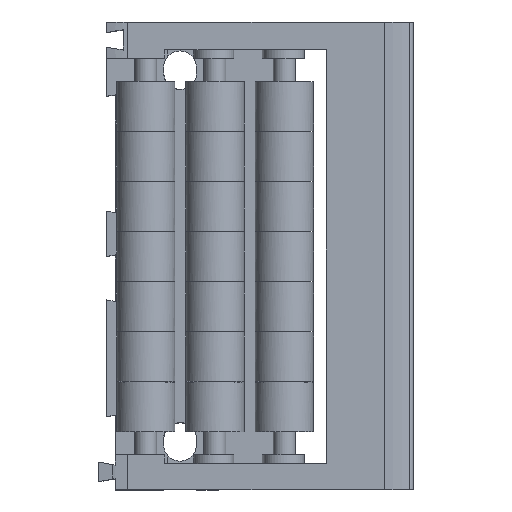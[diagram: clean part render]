
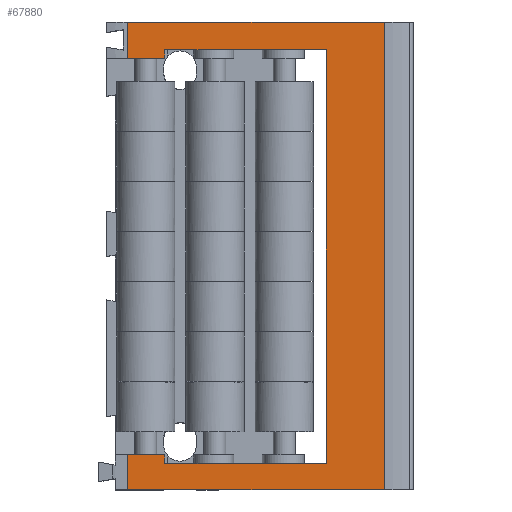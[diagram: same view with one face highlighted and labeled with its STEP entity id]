
A CAD part, top view. The second image highlights one B-rep face of the part: STEP entity #67880.
In plain terms, the highlighted free-form (B-spline) face has degree [1, 1] with [2, 2] control points.
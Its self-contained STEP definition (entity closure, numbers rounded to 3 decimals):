
#67476 = VERTEX_POINT('',#67477);
#67477 = CARTESIAN_POINT('',(11.572,39.175,
    23.243));
#67490 = VERTEX_POINT('',#67491);
#67491 = CARTESIAN_POINT('',(11.572,40.921,
    23.243));
#67496 = EDGE_CURVE('',#67476,#67490,#67497,.T.);
#67497 = B_SPLINE_CURVE_WITH_KNOTS('',1,(#67498,#67499),.UNSPECIFIED.,
  .F.,.F.,(2,2),(17.95,19.55),.PIECEWISE_BEZIER_KNOTS.);
#67498 = CARTESIAN_POINT('',(11.572,39.175,
    23.243));
#67499 = CARTESIAN_POINT('',(11.572,40.921,
    23.243));
#67652 = VERTEX_POINT('',#67653);
#67653 = CARTESIAN_POINT('',(43.547,40.921,
    23.243));
#67658 = EDGE_CURVE('',#67490,#67652,#67659,.T.);
#67659 = B_SPLINE_CURVE_WITH_KNOTS('',1,(#67660,#67661),.UNSPECIFIED.,
  .F.,.F.,(2,2),(-3.928,25.374),.PIECEWISE_BEZIER_KNOTS.);
#67660 = CARTESIAN_POINT('',(11.572,40.921,
    23.243));
#67661 = CARTESIAN_POINT('',(43.547,40.921,
    23.243));
#67761 = EDGE_CURVE('',#67762,#67476,#67764,.T.);
#67762 = VERTEX_POINT('',#67763);
#67763 = CARTESIAN_POINT('',(4.158,39.175,
    23.243));
#67764 = B_SPLINE_CURVE_WITH_KNOTS('',1,(#67765,#67766),.UNSPECIFIED.,
  .F.,.F.,(2,2),(-18.049,-11.254),.PIECEWISE_BEZIER_KNOTS.);
#67765 = CARTESIAN_POINT('',(4.158,39.175,
    23.243));
#67766 = CARTESIAN_POINT('',(11.572,39.175,
    23.243));
#67880 = ADVANCED_FACE('',(#67881),#67947,.T.);
#67881 = FACE_BOUND('',#67882,.T.);
#67882 = EDGE_LOOP('',(#67883,#67884,#67885,#67892,#67899,#67906,#67913,
    #67920,#67927,#67934,#67941,#67946));
#67883 = ORIENTED_EDGE('',*,*,#67496,.T.);
#67884 = ORIENTED_EDGE('',*,*,#67658,.T.);
#67885 = ORIENTED_EDGE('',*,*,#67886,.T.);
#67886 = EDGE_CURVE('',#67652,#67887,#67889,.T.);
#67887 = VERTEX_POINT('',#67888);
#67888 = CARTESIAN_POINT('',(43.547,-41.166,
    23.243));
#67889 = B_SPLINE_CURVE_WITH_KNOTS('',1,(#67890,#67891),.UNSPECIFIED.,
  .F.,.F.,(2,2),(-19.55,55.675),.PIECEWISE_BEZIER_KNOTS.);
#67890 = CARTESIAN_POINT('',(43.547,40.921,
    23.243));
#67891 = CARTESIAN_POINT('',(43.547,-41.166,
    23.243));
#67892 = ORIENTED_EDGE('',*,*,#67893,.T.);
#67893 = EDGE_CURVE('',#67887,#67894,#67896,.T.);
#67894 = VERTEX_POINT('',#67895);
#67895 = CARTESIAN_POINT('',(11.572,-41.166,
    23.243));
#67896 = B_SPLINE_CURVE_WITH_KNOTS('',1,(#67897,#67898),.UNSPECIFIED.,
  .F.,.F.,(2,2),(-25.374,3.928),.PIECEWISE_BEZIER_KNOTS.);
#67897 = CARTESIAN_POINT('',(43.547,-41.166,
    23.243));
#67898 = CARTESIAN_POINT('',(11.572,-41.166,
    23.243));
#67899 = ORIENTED_EDGE('',*,*,#67900,.T.);
#67900 = EDGE_CURVE('',#67894,#67901,#67903,.T.);
#67901 = VERTEX_POINT('',#67902);
#67902 = CARTESIAN_POINT('',(11.572,-39.42,
    23.243));
#67903 = B_SPLINE_CURVE_WITH_KNOTS('',1,(#67904,#67905),.UNSPECIFIED.,
  .F.,.F.,(2,2),(-19.663,-18.063),.PIECEWISE_BEZIER_KNOTS.);
#67904 = CARTESIAN_POINT('',(11.572,-41.166,
    23.243));
#67905 = CARTESIAN_POINT('',(11.572,-39.42,
    23.243));
#67906 = ORIENTED_EDGE('',*,*,#67907,.T.);
#67907 = EDGE_CURVE('',#67901,#67908,#67910,.T.);
#67908 = VERTEX_POINT('',#67909);
#67909 = CARTESIAN_POINT('',(4.158,-39.42,
    23.243));
#67910 = B_SPLINE_CURVE_WITH_KNOTS('',1,(#67911,#67912),.UNSPECIFIED.,
  .F.,.F.,(2,2),(-7.9,-1.105),.PIECEWISE_BEZIER_KNOTS.);
#67911 = CARTESIAN_POINT('',(11.572,-39.42,
    23.243));
#67912 = CARTESIAN_POINT('',(4.158,-39.42,
    23.243));
#67913 = ORIENTED_EDGE('',*,*,#67914,.F.);
#67914 = EDGE_CURVE('',#67915,#67908,#67917,.T.);
#67915 = VERTEX_POINT('',#67916);
#67916 = CARTESIAN_POINT('',(4.158,-46.377,
    23.243));
#67917 = B_SPLINE_CURVE_WITH_KNOTS('',1,(#67918,#67919),.UNSPECIFIED.,
  .F.,.F.,(2,2),(-42.5,-36.125),.PIECEWISE_BEZIER_KNOTS.);
#67918 = CARTESIAN_POINT('',(4.158,-46.377,
    23.243));
#67919 = CARTESIAN_POINT('',(4.158,-39.42,
    23.243));
#67920 = ORIENTED_EDGE('',*,*,#67921,.F.);
#67921 = EDGE_CURVE('',#67922,#67915,#67924,.T.);
#67922 = VERTEX_POINT('',#67923);
#67923 = CARTESIAN_POINT('',(55.102,-46.377,
    23.243));
#67924 = B_SPLINE_CURVE_WITH_KNOTS('',1,(#67925,#67926),.UNSPECIFIED.,
  .F.,.F.,(2,2),(-46.686,0.),.PIECEWISE_BEZIER_KNOTS.);
#67925 = CARTESIAN_POINT('',(55.102,-46.377,
    23.243));
#67926 = CARTESIAN_POINT('',(4.158,-46.377,
    23.243));
#67927 = ORIENTED_EDGE('',*,*,#67928,.T.);
#67928 = EDGE_CURVE('',#67922,#67929,#67931,.T.);
#67929 = VERTEX_POINT('',#67930);
#67930 = CARTESIAN_POINT('',(55.102,46.377,
    23.243));
#67931 = B_SPLINE_CURVE_WITH_KNOTS('',1,(#67932,#67933),.UNSPECIFIED.,
  .F.,.F.,(2,2),(-42.5,42.5),.PIECEWISE_BEZIER_KNOTS.);
#67932 = CARTESIAN_POINT('',(55.102,-46.377,
    23.243));
#67933 = CARTESIAN_POINT('',(55.102,46.377,
    23.243));
#67934 = ORIENTED_EDGE('',*,*,#67935,.F.);
#67935 = EDGE_CURVE('',#67936,#67929,#67938,.T.);
#67936 = VERTEX_POINT('',#67937);
#67937 = CARTESIAN_POINT('',(4.158,46.377,
    23.243));
#67938 = B_SPLINE_CURVE_WITH_KNOTS('',1,(#67939,#67940),.UNSPECIFIED.,
  .F.,.F.,(2,2),(0.,46.686),.PIECEWISE_BEZIER_KNOTS.);
#67939 = CARTESIAN_POINT('',(4.158,46.377,
    23.243));
#67940 = CARTESIAN_POINT('',(55.102,46.377,
    23.243));
#67941 = ORIENTED_EDGE('',*,*,#67942,.F.);
#67942 = EDGE_CURVE('',#67762,#67936,#67943,.T.);
#67943 = B_SPLINE_CURVE_WITH_KNOTS('',1,(#67944,#67945),.UNSPECIFIED.,
  .F.,.F.,(2,2),(35.9,42.5),.PIECEWISE_BEZIER_KNOTS.);
#67944 = CARTESIAN_POINT('',(4.158,39.175,
    23.243));
#67945 = CARTESIAN_POINT('',(4.158,46.377,
    23.243));
#67946 = ORIENTED_EDGE('',*,*,#67761,.T.);
#67947 = B_SPLINE_SURFACE_WITH_KNOTS('',1,1,(
    (#67948,#67949)
    ,(#67950,#67951
    )),.UNSPECIFIED.,.F.,.F.,.F.,(2,2),(2,2),(0.,46.686),(-42.5,
    42.5),.PIECEWISE_BEZIER_KNOTS.);
#67948 = CARTESIAN_POINT('',(4.158,-46.377,
    23.243));
#67949 = CARTESIAN_POINT('',(4.158,46.377,
    23.243));
#67950 = CARTESIAN_POINT('',(55.102,-46.377,
    23.243));
#67951 = CARTESIAN_POINT('',(55.102,46.377,
    23.243));
